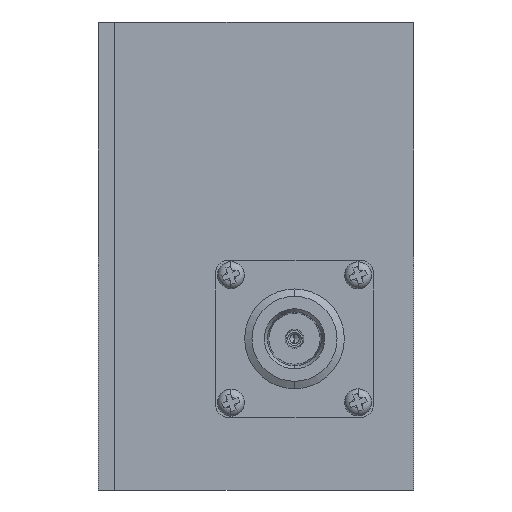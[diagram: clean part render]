
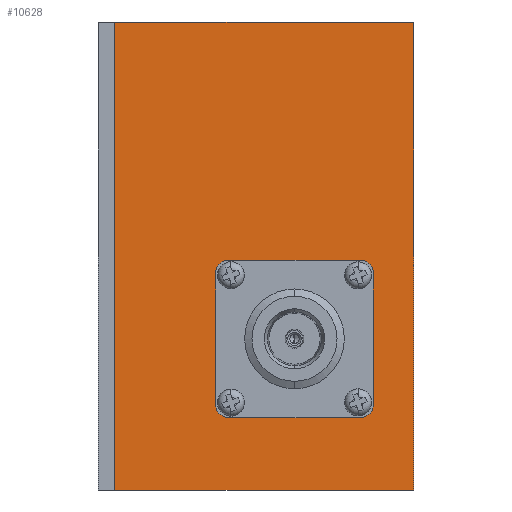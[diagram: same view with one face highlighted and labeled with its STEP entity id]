
A CAD part, left-side view. The second image highlights one B-rep face of the part: STEP entity #10628.
In plain terms, the highlighted planar face has unit normal (-1, 0, 0).
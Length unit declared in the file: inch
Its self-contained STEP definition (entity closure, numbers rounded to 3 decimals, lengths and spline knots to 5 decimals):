
#32 = EDGE_CURVE ( 'NONE', #7555, #5350, #1097, .T. ) ;
#614 = EDGE_CURVE ( 'NONE', #11082, #8422, #17364, .T. ) ;
#865 = CARTESIAN_POINT ( 'NONE',  ( -1.455, -1.96, -1.455 ) ) ;
#930 = DIRECTION ( 'NONE',  ( 0., 1., 0. ) ) ;
#1001 = CARTESIAN_POINT ( 'NONE',  ( -1.455, -1.96, -1.455 ) ) ;
#1008 = CARTESIAN_POINT ( 'NONE',  ( -1.455, -1.96, 1.455 ) ) ;
#1097 = LINE ( 'NONE', #10127, #1948 ) ;
#1629 = FACE_OUTER_BOUND ( 'NONE', #13791, .T. ) ;
#1643 = CARTESIAN_POINT ( 'NONE',  ( -1.455, -1.96, 1.455 ) ) ;
#1948 = VECTOR ( 'NONE', #1958, 39.37008 ) ;
#1958 = DIRECTION ( 'NONE',  ( 0., 0., -1. ) ) ;
#2108 = ORIENTED_EDGE ( 'NONE', *, *, #17715, .T. ) ;
#2350 = CARTESIAN_POINT ( 'NONE',  ( -1.455, -0.101, 1.455 ) ) ;
#3109 = AXIS2_PLACEMENT_3D ( 'NONE', #14769, #5416, #6551 ) ;
#3669 = CARTESIAN_POINT ( 'NONE',  ( -1.455, -1.21935, -0.64343 ) ) ;
#3732 = EDGE_CURVE ( 'NONE', #11082, #5350, #6314, .T. ) ;
#4189 = VECTOR ( 'NONE', #930, 39.37008 ) ;
#4231 = DIRECTION ( 'NONE',  ( 0., 0., 1. ) ) ;
#4545 = AXIS2_PLACEMENT_3D ( 'NONE', #1001, #8059, #13521 ) ;
#4751 = DIRECTION ( 'NONE',  ( 0., 0., 1. ) ) ;
#5350 = VERTEX_POINT ( 'NONE', #12791 ) ;
#5416 = DIRECTION ( 'NONE',  ( 1., 0., 0. ) ) ;
#5476 = AXIS2_PLACEMENT_3D ( 'NONE', #11546, #14217, #4751 ) ;
#6287 = VECTOR ( 'NONE', #16119, 39.37008 ) ;
#6314 = LINE ( 'NONE', #865, #4189 ) ;
#6551 = DIRECTION ( 'NONE',  ( 0., 0., 1. ) ) ;
#6850 = ORIENTED_EDGE ( 'NONE', *, *, #3732, .F. ) ;
#7060 = ORIENTED_EDGE ( 'NONE', *, *, #32, .T. ) ;
#7555 = VERTEX_POINT ( 'NONE', #2350 ) ;
#7783 = EDGE_LOOP ( 'NONE', ( #10840, #2108 ) ) ;
#7934 = PLANE ( 'NONE',  #4545 ) ;
#8059 = DIRECTION ( 'NONE',  ( -1., 0., 0. ) ) ;
#8422 = VERTEX_POINT ( 'NONE', #1643 ) ;
#8447 = CIRCLE ( 'NONE', #3109, 0.12843 ) ;
#10127 = CARTESIAN_POINT ( 'NONE',  ( -1.455, -0.101, -1.455 ) ) ;
#10591 = FACE_BOUND ( 'NONE', #7783, .T. ) ;
#10628 = ADVANCED_FACE ( 'NONE', ( #10591, #1629 ), #7934, .T. ) ;
#10840 = ORIENTED_EDGE ( 'NONE', *, *, #14282, .T. ) ;
#11082 = VERTEX_POINT ( 'NONE', #14941 ) ;
#11546 = CARTESIAN_POINT ( 'NONE',  ( -1.455, -1.21935, -0.515 ) ) ;
#12280 = VERTEX_POINT ( 'NONE', #3669 ) ;
#12791 = CARTESIAN_POINT ( 'NONE',  ( -1.455, -0.101, -1.455 ) ) ;
#12871 = ORIENTED_EDGE ( 'NONE', *, *, #614, .T. ) ;
#12882 = VERTEX_POINT ( 'NONE', #17683 ) ;
#13521 = DIRECTION ( 'NONE',  ( 0., 0., 1. ) ) ;
#13691 = CARTESIAN_POINT ( 'NONE',  ( -1.455, -1.96, -1.455 ) ) ;
#13791 = EDGE_LOOP ( 'NONE', ( #15902, #7060, #6850, #12871 ) ) ;
#14217 = DIRECTION ( 'NONE',  ( 1., 0., 0. ) ) ;
#14282 = EDGE_CURVE ( 'NONE', #12280, #12882, #8447, .T. ) ;
#14678 = LINE ( 'NONE', #1008, #6287 ) ;
#14721 = EDGE_CURVE ( 'NONE', #8422, #7555, #14678, .T. ) ;
#14769 = CARTESIAN_POINT ( 'NONE',  ( -1.455, -1.21935, -0.515 ) ) ;
#14941 = CARTESIAN_POINT ( 'NONE',  ( -1.455, -1.96, -1.455 ) ) ;
#15902 = ORIENTED_EDGE ( 'NONE', *, *, #14721, .T. ) ;
#16119 = DIRECTION ( 'NONE',  ( 0., 1., 0. ) ) ;
#16465 = CIRCLE ( 'NONE', #5476, 0.12843 ) ;
#16740 = VECTOR ( 'NONE', #4231, 39.37008 ) ;
#17364 = LINE ( 'NONE', #13691, #16740 ) ;
#17683 = CARTESIAN_POINT ( 'NONE',  ( -1.455, -1.21935, -0.38657 ) ) ;
#17715 = EDGE_CURVE ( 'NONE', #12882, #12280, #16465, .T. ) ;
